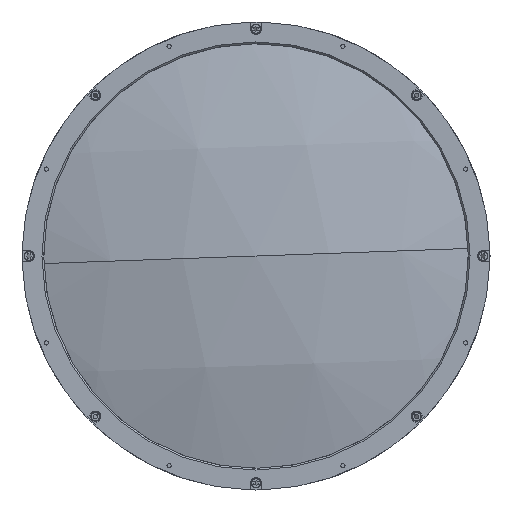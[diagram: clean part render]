
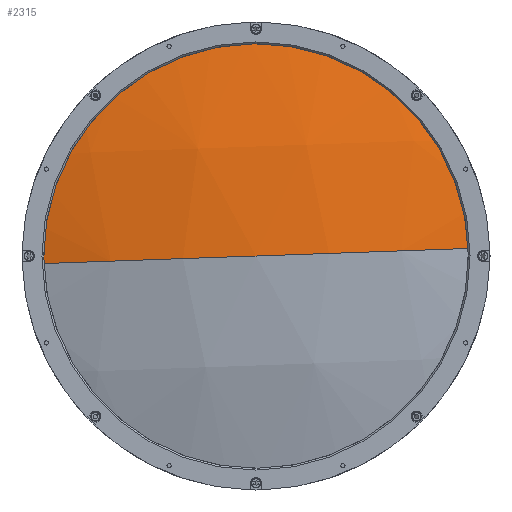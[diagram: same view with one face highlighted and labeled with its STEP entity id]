
A CAD part, left-side view. The second image highlights one B-rep face of the part: STEP entity #2315.
In plain terms, the highlighted spherical face has radius 448.8 mm.
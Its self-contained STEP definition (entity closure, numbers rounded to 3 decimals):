
#341 = SPHERICAL_SURFACE ( 'NONE', #6626, 448.8 ) ;
#905 = CARTESIAN_POINT ( 'NONE',  ( 445.761, 0., 0. ) ) ;
#2315 = ADVANCED_FACE ( 'NONE', ( #4527 ), #341, .T. ) ;
#2460 = EDGE_CURVE ( 'NONE', #6262, #3262, #10382, .T. ) ;
#2520 = AXIS2_PLACEMENT_3D ( 'NONE', #5226, #16240, #6836 ) ;
#2899 = CARTESIAN_POINT ( 'NONE',  ( 445.761, 0., 0. ) ) ;
#3262 = VERTEX_POINT ( 'NONE', #6279 ) ;
#4053 = DIRECTION ( 'NONE',  ( 0., -0.999, 0.035 ) ) ;
#4141 = AXIS2_PLACEMENT_3D ( 'NONE', #2899, #6078, #4053 ) ;
#4527 = FACE_OUTER_BOUND ( 'NONE', #11142, .T. ) ;
#5226 = CARTESIAN_POINT ( 'NONE',  ( 445.761, 0., 0. ) ) ;
#5374 = DIRECTION ( 'NONE',  ( 0., 0.035, 0.999 ) ) ;
#5811 = DIRECTION ( 'NONE',  ( -1., 0., 0. ) ) ;
#5909 = EDGE_CURVE ( 'NONE', #15371, #6262, #7468, .T. ) ;
#6078 = DIRECTION ( 'NONE',  ( 0., 0.035, 0.999 ) ) ;
#6262 = VERTEX_POINT ( 'NONE', #14864 ) ;
#6279 = CARTESIAN_POINT ( 'NONE',  ( -3.039, 0., 0. ) ) ;
#6626 = AXIS2_PLACEMENT_3D ( 'NONE', #905, #5374, #15622 ) ;
#6836 = DIRECTION ( 'NONE',  ( 0., 0.999, -0.035 ) ) ;
#7293 = CARTESIAN_POINT ( 'NONE',  ( 14.72, -124.922, 4.429 ) ) ;
#7468 = CIRCLE ( 'NONE', #17909, 125. ) ;
#9822 = CIRCLE ( 'NONE', #2520, 448.8 ) ;
#10382 = CIRCLE ( 'NONE', #4141, 448.8 ) ;
#11142 = EDGE_LOOP ( 'NONE', ( #14029, #18953, #16407 ) ) ;
#14029 = ORIENTED_EDGE ( 'NONE', *, *, #5909, .T. ) ;
#14864 = CARTESIAN_POINT ( 'NONE',  ( 14.72, 124.922, -4.429 ) ) ;
#15228 = CARTESIAN_POINT ( 'NONE',  ( 14.72, 0., 0. ) ) ;
#15371 = VERTEX_POINT ( 'NONE', #7293 ) ;
#15622 = DIRECTION ( 'NONE',  ( 0., -0.999, 0.035 ) ) ;
#16240 = DIRECTION ( 'NONE',  ( 0., -0.035, -0.999 ) ) ;
#16407 = ORIENTED_EDGE ( 'NONE', *, *, #18049, .F. ) ;
#16802 = DIRECTION ( 'NONE',  ( 0., 0.035, 0.999 ) ) ;
#17909 = AXIS2_PLACEMENT_3D ( 'NONE', #15228, #5811, #16802 ) ;
#18049 = EDGE_CURVE ( 'NONE', #15371, #3262, #9822, .T. ) ;
#18953 = ORIENTED_EDGE ( 'NONE', *, *, #2460, .T. ) ;
